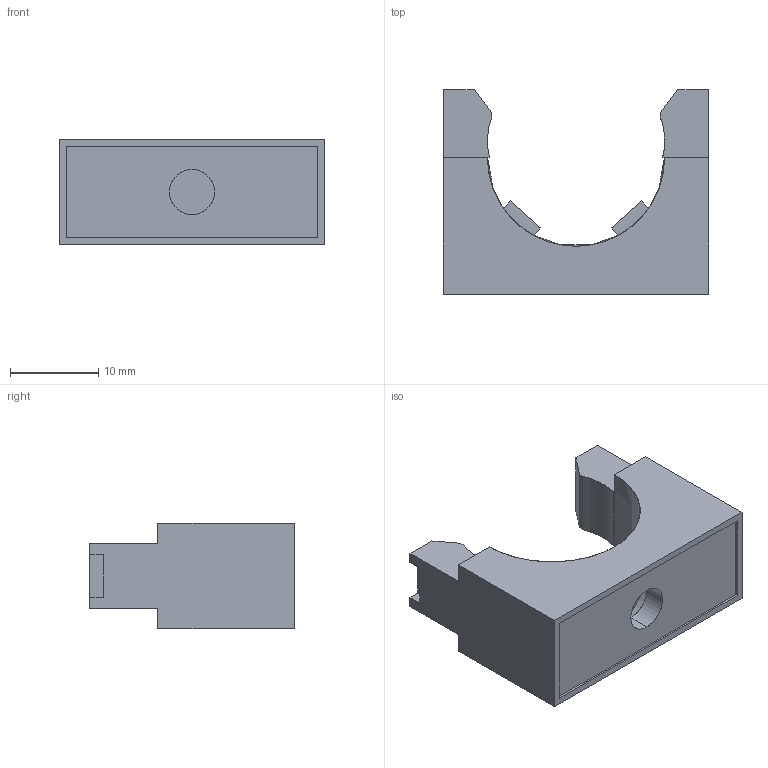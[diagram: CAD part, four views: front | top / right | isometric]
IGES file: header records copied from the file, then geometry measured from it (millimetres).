
Start section: SolidWorks IGES file using analytic representation for surfaces
Global section: file name: MB-11-BK.IGS; native system: SolidWorks 2008; preprocessor: SolidWorks 2008; author: Owner; date: 100520.040231; units: inch
Bounding box: 29.97 x 23.11 x 11.94 mm (x, y, z)
Surface area: 2489.8 mm2 (no closed solid volume)
Topology: 0 solids, 0 shells, 56 faces, 458 edges, 458 vertices
Faces by surface type: bspline 48, revolution 8
